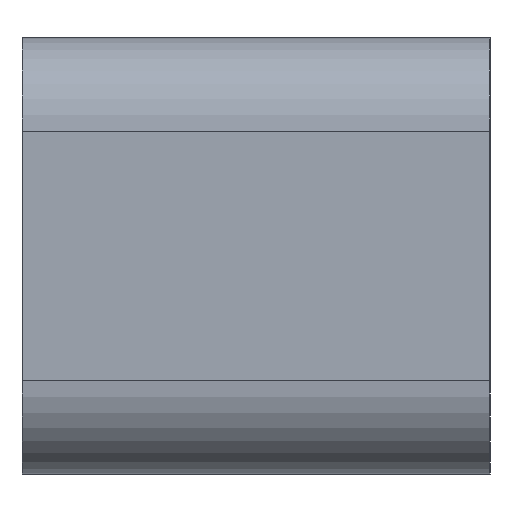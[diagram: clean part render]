
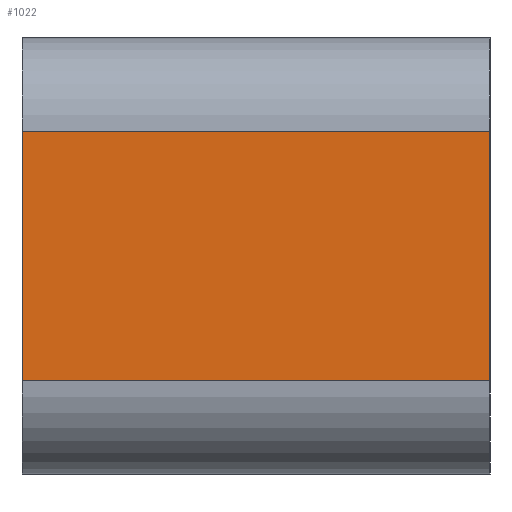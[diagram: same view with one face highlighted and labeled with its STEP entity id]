
A CAD part, left-side view. The second image highlights one B-rep face of the part: STEP entity #1022.
In plain terms, the highlighted planar face has unit normal (-1, 0, 0).
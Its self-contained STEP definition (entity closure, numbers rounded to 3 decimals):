
#32 = CARTESIAN_POINT ( 'NONE',  ( -50., 15., -4. ) ) ;
#90 = LINE ( 'NONE', #1009, #452 ) ;
#104 = ORIENTED_EDGE ( 'NONE', *, *, #1039, .T. ) ;
#163 = AXIS2_PLACEMENT_3D ( 'NONE', #1476, #1001, #1370 ) ;
#244 = VERTEX_POINT ( 'NONE', #437 ) ;
#301 = EDGE_LOOP ( 'NONE', ( #104, #943, #1082, #983 ) ) ;
#337 = VERTEX_POINT ( 'NONE', #1299 ) ;
#353 = EDGE_CURVE ( 'NONE', #337, #966, #1060, .T. ) ;
#395 = DIRECTION ( 'NONE',  ( 0., 1., 0. ) ) ;
#410 = CARTESIAN_POINT ( 'NONE',  ( -50., 15., 4. ) ) ;
#433 = CARTESIAN_POINT ( 'NONE',  ( -50., 0., 4. ) ) ;
#437 = CARTESIAN_POINT ( 'NONE',  ( -50., 15., 4. ) ) ;
#452 = VECTOR ( 'NONE', #1354, 1000. ) ;
#487 = DIRECTION ( 'NONE',  ( 0., -1., 0. ) ) ;
#542 = DIRECTION ( 'NONE',  ( 0., 0., 1. ) ) ;
#560 = CARTESIAN_POINT ( 'NONE',  ( -50., 0., -4. ) ) ;
#573 = VERTEX_POINT ( 'NONE', #433 ) ;
#824 = EDGE_CURVE ( 'NONE', #573, #244, #1440, .T. ) ;
#835 = VECTOR ( 'NONE', #395, 1000. ) ;
#855 = LINE ( 'NONE', #1350, #1079 ) ;
#910 = PLANE ( 'NONE',  #163 ) ;
#943 = ORIENTED_EDGE ( 'NONE', *, *, #824, .T. ) ;
#966 = VERTEX_POINT ( 'NONE', #560 ) ;
#983 = ORIENTED_EDGE ( 'NONE', *, *, #353, .T. ) ;
#1001 = DIRECTION ( 'NONE',  ( 1., 0., 0. ) ) ;
#1009 = CARTESIAN_POINT ( 'NONE',  ( -50., 0., -7. ) ) ;
#1022 = ADVANCED_FACE ( 'NONE', ( #1460 ), #910, .F. ) ;
#1039 = EDGE_CURVE ( 'NONE', #966, #573, #90, .T. ) ;
#1060 = LINE ( 'NONE', #32, #1451 ) ;
#1079 = VECTOR ( 'NONE', #542, 1000. ) ;
#1082 = ORIENTED_EDGE ( 'NONE', *, *, #1286, .F. ) ;
#1286 = EDGE_CURVE ( 'NONE', #337, #244, #855, .T. ) ;
#1299 = CARTESIAN_POINT ( 'NONE',  ( -50., 15., -4. ) ) ;
#1350 = CARTESIAN_POINT ( 'NONE',  ( -50., 15., -7. ) ) ;
#1354 = DIRECTION ( 'NONE',  ( 0., 0., 1. ) ) ;
#1370 = DIRECTION ( 'NONE',  ( 0., 0., -1. ) ) ;
#1440 = LINE ( 'NONE', #410, #835 ) ;
#1451 = VECTOR ( 'NONE', #487, 1000. ) ;
#1460 = FACE_OUTER_BOUND ( 'NONE', #301, .T. ) ;
#1476 = CARTESIAN_POINT ( 'NONE',  ( -50., 15., -7. ) ) ;
